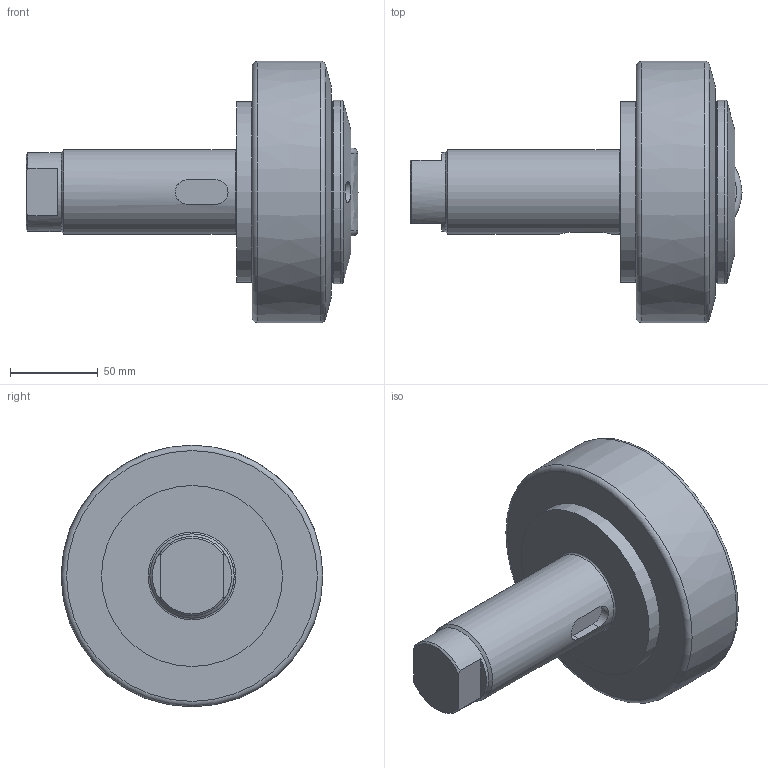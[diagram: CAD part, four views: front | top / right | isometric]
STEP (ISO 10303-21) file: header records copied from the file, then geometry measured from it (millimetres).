
FILE_DESCRIPTION(/* description */ ('-'),/* implementation_level */ '2;1');
FILE_NAME(/* name */ 'ALFATEC_TR150-1300.stp',/* time_stamp */ '2021-01-27T09:52:24+01:00',/* author */ ('kstaebler'),/* organization */ (''),/* preprocessor_version */ 'ST-DEVELOPER v18.1',/* originating_system */ 'Autodesk Inventor 2020',/* authorisation */ '');
FILE_SCHEMA (('AUTOMOTIVE_DESIGN { 1 0 10303 214 3 1 1 }'));
Length unit declared in the file: millimetre
Products named in the file (1): TR 150.1300_Kontur
Bounding box: 189 x 149 x 148.99 mm (x, y, z)
Volume: 1130837.4 mm3; surface area: 81842.6 mm2
Topology: 1 solids, 1 shells, 88 faces, 240 edges, 165 vertices
Faces by surface type: plane 50, cylinder 22, cone 8, torus 6, bspline 2
Full cylindrical faces by diameter (mm): 12 x2, 12.4 x2, 45 x1, 48 x1, 101.2 x1, 101.4 x1, 103 x1, 104.5 x1
Entity records: 3067 total; most frequent: CARTESIAN_POINT 732, DIRECTION 492, ORIENTED_EDGE 480, EDGE_CURVE 240, AXIS2_PLACEMENT_3D 187, VERTEX_POINT 165, LINE 118, VECTOR 118
